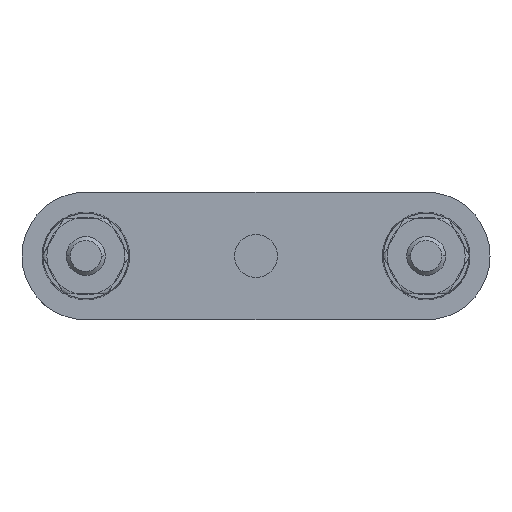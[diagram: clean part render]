
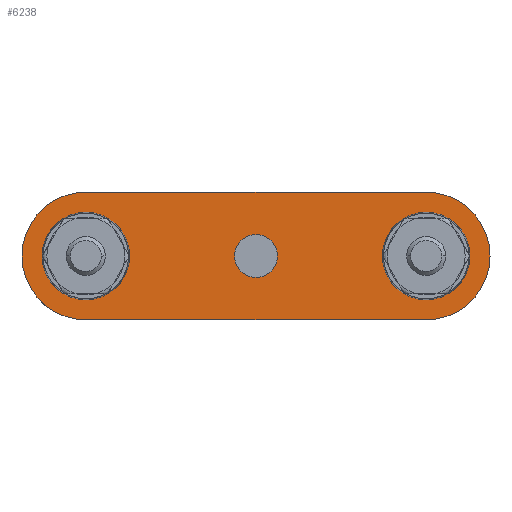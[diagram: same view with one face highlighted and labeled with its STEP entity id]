
A CAD part, front view. The second image highlights one B-rep face of the part: STEP entity #6238.
In plain terms, the highlighted planar face has unit normal (0, -1, 0).
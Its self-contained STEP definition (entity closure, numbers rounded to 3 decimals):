
#805=DIRECTION('',(1.,0.,0.));
#806=VECTOR('',#805,35.);
#807=CARTESIAN_POINT('',(-17.5,-2.25,6.561));
#808=LINE('',#807,#806);
#809=CARTESIAN_POINT('',(17.5,-2.25,0.));
#810=DIRECTION('',(0.,1.,0.));
#811=DIRECTION('',(0.,0.,1.));
#812=AXIS2_PLACEMENT_3D('',#809,#810,#811);
#814=CARTESIAN_POINT('',(17.5,-2.25,0.));
#815=DIRECTION('',(0.,1.,0.));
#816=DIRECTION('',(1.,0.,0.));
#817=AXIS2_PLACEMENT_3D('',#814,#815,#816);
#819=DIRECTION('',(-1.,0.,0.));
#820=VECTOR('',#819,35.);
#821=CARTESIAN_POINT('',(17.5,-2.25,-6.561));
#822=LINE('',#821,#820);
#823=CARTESIAN_POINT('',(-17.5,-2.25,0.));
#824=DIRECTION('',(0.,1.,0.));
#825=DIRECTION('',(0.,0.,-1.));
#826=AXIS2_PLACEMENT_3D('',#823,#824,#825);
#828=CARTESIAN_POINT('',(-17.5,-2.25,0.));
#829=DIRECTION('',(0.,1.,0.));
#830=DIRECTION('',(-1.,0.,0.));
#831=AXIS2_PLACEMENT_3D('',#828,#829,#830);
#833=CARTESIAN_POINT('',(-17.5,-2.25,0.));
#834=DIRECTION('',(0.,-1.,0.));
#835=DIRECTION('',(1.,0.,0.));
#836=AXIS2_PLACEMENT_3D('',#833,#834,#835);
#838=CARTESIAN_POINT('',(-17.5,-2.25,0.));
#839=DIRECTION('',(0.,-1.,0.));
#840=DIRECTION('',(-1.,0.,0.));
#841=AXIS2_PLACEMENT_3D('',#838,#839,#840);
#843=CARTESIAN_POINT('',(17.5,-2.25,0.));
#844=DIRECTION('',(0.,-1.,0.));
#845=DIRECTION('',(1.,0.,0.));
#846=AXIS2_PLACEMENT_3D('',#843,#844,#845);
#848=CARTESIAN_POINT('',(17.5,-2.25,0.));
#849=DIRECTION('',(0.,-1.,0.));
#850=DIRECTION('',(-1.,0.,0.));
#851=AXIS2_PLACEMENT_3D('',#848,#849,#850);
#853=CARTESIAN_POINT('',(0.,-2.25,0.));
#854=DIRECTION('',(0.,-1.,0.));
#855=DIRECTION('',(-1.,0.,0.));
#856=AXIS2_PLACEMENT_3D('',#853,#854,#855);
#858=CARTESIAN_POINT('',(0.,-2.25,0.));
#859=DIRECTION('',(0.,-1.,0.));
#860=DIRECTION('',(1.,0.,0.));
#861=AXIS2_PLACEMENT_3D('',#858,#859,#860);
#4819=CARTESIAN_POINT('',(-17.5,-2.25,6.561));
#4820=VERTEX_POINT('',#4819);
#4821=CARTESIAN_POINT('',(-24.061,-2.25,0.));
#4822=VERTEX_POINT('',#4821);
#4835=CARTESIAN_POINT('',(-17.5,-2.25,-6.561));
#4836=VERTEX_POINT('',#4835);
#4837=CARTESIAN_POINT('',(17.5,-2.25,6.561));
#4838=VERTEX_POINT('',#4837);
#4839=CARTESIAN_POINT('',(24.061,-2.25,0.));
#4840=VERTEX_POINT('',#4839);
#4841=CARTESIAN_POINT('',(17.5,-2.25,-6.561));
#4842=VERTEX_POINT('',#4841);
#4843=CARTESIAN_POINT('',(-13.,-2.25,0.));
#4844=CARTESIAN_POINT('',(-22.,-2.25,0.));
#4845=VERTEX_POINT('',#4843);
#4846=VERTEX_POINT('',#4844);
#4847=CARTESIAN_POINT('',(22.,-2.25,0.));
#4848=CARTESIAN_POINT('',(13.,-2.25,0.));
#4849=VERTEX_POINT('',#4847);
#4850=VERTEX_POINT('',#4848);
#4851=CARTESIAN_POINT('',(-2.2,-2.25,0.));
#4852=CARTESIAN_POINT('',(2.2,-2.25,0.));
#4853=VERTEX_POINT('',#4851);
#4854=VERTEX_POINT('',#4852);
#6203=CARTESIAN_POINT('',(0.,-2.25,0.));
#6204=DIRECTION('',(0.,1.,0.));
#6205=DIRECTION('',(-1.,0.,0.));
#6206=AXIS2_PLACEMENT_3D('',#6203,#6204,#6205);
#6207=PLANE('',#6206);
#6209=ORIENTED_EDGE('',*,*,#6208,.T.);
#6211=ORIENTED_EDGE('',*,*,#6210,.T.);
#6213=ORIENTED_EDGE('',*,*,#6212,.T.);
#6215=ORIENTED_EDGE('',*,*,#6214,.T.);
#6216=ORIENTED_EDGE('',*,*,#6196,.T.);
#6217=ORIENTED_EDGE('',*,*,#6152,.T.);
#6218=EDGE_LOOP('',(#6209,#6211,#6213,#6215,#6216,#6217));
#6219=FACE_OUTER_BOUND('',#6218,.F.);
#6221=ORIENTED_EDGE('',*,*,#6220,.T.);
#6223=ORIENTED_EDGE('',*,*,#6222,.T.);
#6224=EDGE_LOOP('',(#6221,#6223));
#6225=FACE_BOUND('',#6224,.F.);
#6227=ORIENTED_EDGE('',*,*,#6226,.T.);
#6229=ORIENTED_EDGE('',*,*,#6228,.T.);
#6230=EDGE_LOOP('',(#6227,#6229));
#6231=FACE_BOUND('',#6230,.F.);
#6233=ORIENTED_EDGE('',*,*,#6232,.T.);
#6235=ORIENTED_EDGE('',*,*,#6234,.T.);
#6236=EDGE_LOOP('',(#6233,#6235));
#6237=FACE_BOUND('',#6236,.F.);
#813=CIRCLE('',#812,6.561);
#818=CIRCLE('',#817,6.561);
#827=CIRCLE('',#826,6.561);
#832=CIRCLE('',#831,6.561);
#837=CIRCLE('',#836,4.5);
#842=CIRCLE('',#841,4.5);
#847=CIRCLE('',#846,4.5);
#852=CIRCLE('',#851,4.5);
#857=CIRCLE('',#856,2.2);
#862=CIRCLE('',#861,2.2);
#6152=EDGE_CURVE('',#4822,#4820,#832,.T.);
#6196=EDGE_CURVE('',#4836,#4822,#827,.T.);
#6208=EDGE_CURVE('',#4820,#4838,#808,.T.);
#6210=EDGE_CURVE('',#4838,#4840,#813,.T.);
#6212=EDGE_CURVE('',#4840,#4842,#818,.T.);
#6214=EDGE_CURVE('',#4842,#4836,#822,.T.);
#6220=EDGE_CURVE('',#4845,#4846,#837,.T.);
#6222=EDGE_CURVE('',#4846,#4845,#842,.T.);
#6226=EDGE_CURVE('',#4849,#4850,#847,.T.);
#6228=EDGE_CURVE('',#4850,#4849,#852,.T.);
#6232=EDGE_CURVE('',#4853,#4854,#857,.T.);
#6234=EDGE_CURVE('',#4854,#4853,#862,.T.);
#6238=ADVANCED_FACE('',(#6219,#6225,#6231,#6237),#6207,.F.);
